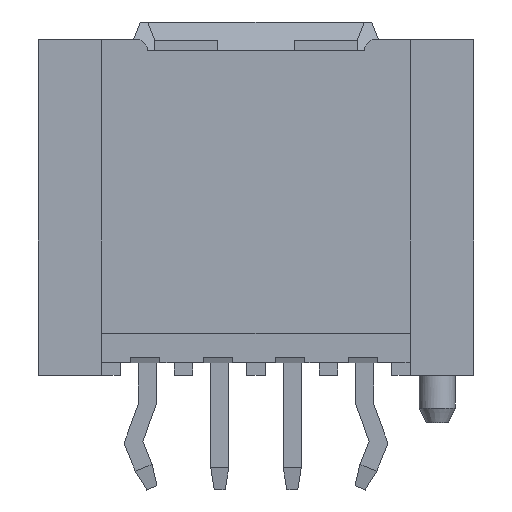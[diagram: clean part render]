
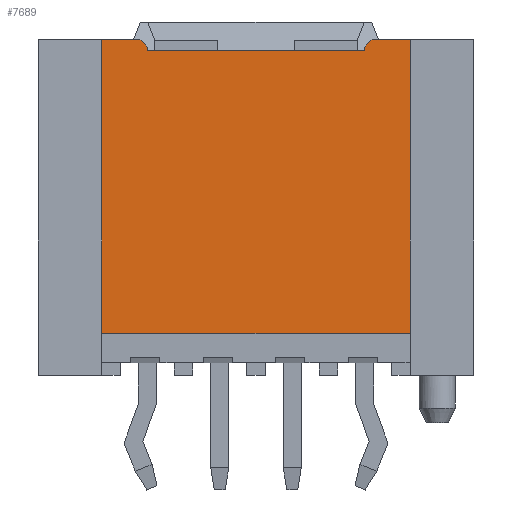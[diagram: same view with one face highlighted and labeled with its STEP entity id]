
A CAD part, top view. The second image highlights one B-rep face of the part: STEP entity #7689.
In plain terms, the highlighted planar face has unit normal (0, 0, 1).
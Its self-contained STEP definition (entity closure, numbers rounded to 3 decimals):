
#816=DIRECTION('',(0.,1.,0.));
#817=VECTOR('',#816,8.1);
#818=CARTESIAN_POINT('',(-4.25,1.15,-0.1));
#819=LINE('',#818,#817);
#860=DIRECTION('',(-1.,0.,0.));
#861=VECTOR('',#860,1.05);
#862=CARTESIAN_POINT('',(-3.2,9.25,-0.1));
#863=LINE('',#862,#861);
#900=DIRECTION('',(-1.,0.,0.));
#901=VECTOR('',#900,1.05);
#902=CARTESIAN_POINT('',(4.25,9.25,-0.1));
#903=LINE('',#902,#901);
#2047=DIRECTION('',(0.,1.,0.));
#2048=VECTOR('',#2047,8.1);
#2049=CARTESIAN_POINT('',(4.25,1.15,-0.1));
#2050=LINE('',#2049,#2048);
#2523=DIRECTION('',(-0.707,0.707,0.));
#2524=VECTOR('',#2523,0.283);
#2525=CARTESIAN_POINT('',(-3.,9.05,-0.1));
#2526=LINE('',#2525,#2524);
#2527=DIRECTION('',(0.,-1.,0.));
#2528=VECTOR('',#2527,0.1);
#2529=CARTESIAN_POINT('',(-3.,9.05,-0.1));
#2530=LINE('',#2529,#2528);
#2531=DIRECTION('',(1.,0.,0.));
#2532=VECTOR('',#2531,6.);
#2533=CARTESIAN_POINT('',(-3.,8.95,-0.1));
#2534=LINE('',#2533,#2532);
#2535=DIRECTION('',(0.,-1.,0.));
#2536=VECTOR('',#2535,0.1);
#2537=CARTESIAN_POINT('',(3.,9.05,-0.1));
#2538=LINE('',#2537,#2536);
#2539=DIRECTION('',(-0.707,-0.707,0.));
#2540=VECTOR('',#2539,0.283);
#2541=CARTESIAN_POINT('',(3.2,9.25,-0.1));
#2542=LINE('',#2541,#2540);
#2543=DIRECTION('',(-1.,0.,0.));
#2544=VECTOR('',#2543,8.5);
#2545=CARTESIAN_POINT('',(4.25,1.15,-0.1));
#2546=LINE('',#2545,#2544);
#3192=CARTESIAN_POINT('',(4.25,1.15,-0.1));
#3194=VERTEX_POINT('',#3192);
#3196=CARTESIAN_POINT('',(-4.25,1.15,-0.1));
#3198=VERTEX_POINT('',#3196);
#3199=CARTESIAN_POINT('',(-4.25,9.25,-0.1));
#3201=VERTEX_POINT('',#3199);
#3203=CARTESIAN_POINT('',(4.25,9.25,-0.1));
#3205=VERTEX_POINT('',#3203);
#3319=CARTESIAN_POINT('',(-3.,8.95,-0.1));
#3320=CARTESIAN_POINT('',(3.,8.95,-0.1));
#3321=VERTEX_POINT('',#3319);
#3322=VERTEX_POINT('',#3320);
#3909=CARTESIAN_POINT('',(-3.2,9.25,-0.1));
#3911=VERTEX_POINT('',#3909);
#3913=CARTESIAN_POINT('',(-3.,9.05,-0.1));
#3915=VERTEX_POINT('',#3913);
#3950=CARTESIAN_POINT('',(3.,9.05,-0.1));
#3952=VERTEX_POINT('',#3950);
#3954=CARTESIAN_POINT('',(3.2,9.25,-0.1));
#3956=VERTEX_POINT('',#3954);
#7668=CARTESIAN_POINT('',(4.25,1.15,-0.1));
#7669=DIRECTION('',(0.,0.,-1.));
#7670=DIRECTION('',(0.,1.,0.));
#7671=AXIS2_PLACEMENT_3D('',#7668,#7669,#7670);
#7672=PLANE('',#7671);
#7673=ORIENTED_EDGE('',*,*,#5234,.F.);
#7675=ORIENTED_EDGE('',*,*,#7674,.T.);
#7677=ORIENTED_EDGE('',*,*,#7676,.T.);
#7679=ORIENTED_EDGE('',*,*,#7678,.F.);
#7681=ORIENTED_EDGE('',*,*,#7680,.F.);
#7682=ORIENTED_EDGE('',*,*,#5219,.F.);
#7683=ORIENTED_EDGE('',*,*,#6928,.F.);
#7684=ORIENTED_EDGE('',*,*,#7663,.T.);
#7685=ORIENTED_EDGE('',*,*,#5126,.T.);
#7686=ORIENTED_EDGE('',*,*,#5187,.F.);
#7687=EDGE_LOOP('',(#7673,#7675,#7677,#7679,#7681,#7682,#7683,#7684,#7685,
#7686));
#7688=FACE_OUTER_BOUND('',#7687,.F.);
#7689=ADVANCED_FACE('',(#7688),#7672,.F.);
#5126=EDGE_CURVE('',#3198,#3201,#819,.T.);
#5187=EDGE_CURVE('',#3911,#3201,#863,.T.);
#5219=EDGE_CURVE('',#3205,#3956,#903,.T.);
#5234=EDGE_CURVE('',#3915,#3911,#2526,.T.);
#6928=EDGE_CURVE('',#3194,#3205,#2050,.T.);
#7663=EDGE_CURVE('',#3194,#3198,#2546,.T.);
#7674=EDGE_CURVE('',#3915,#3321,#2530,.T.);
#7676=EDGE_CURVE('',#3321,#3322,#2534,.T.);
#7678=EDGE_CURVE('',#3952,#3322,#2538,.T.);
#7680=EDGE_CURVE('',#3956,#3952,#2542,.T.);
